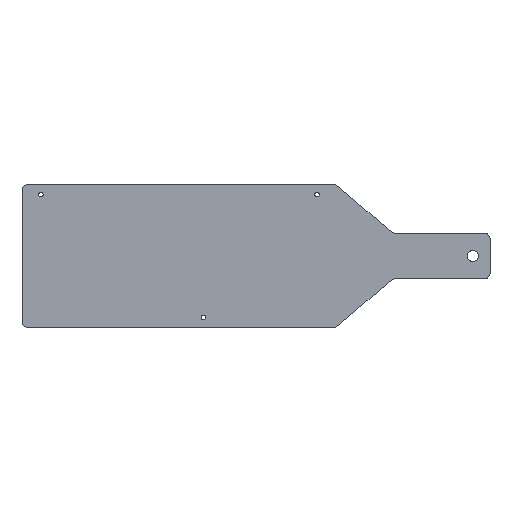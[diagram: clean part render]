
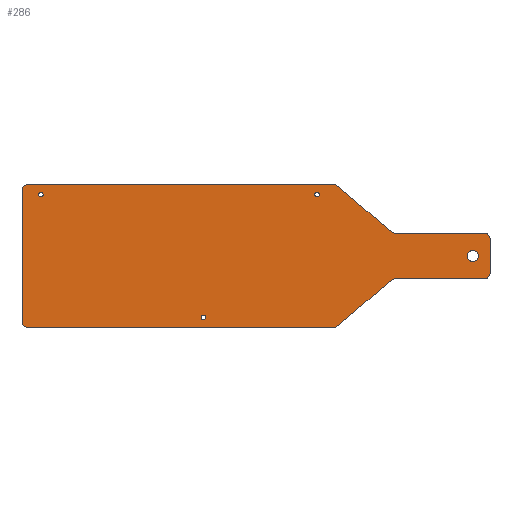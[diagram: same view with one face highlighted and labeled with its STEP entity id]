
A CAD part, top view. The second image highlights one B-rep face of the part: STEP entity #286.
In plain terms, the highlighted planar face has unit normal (0, 0, 1).
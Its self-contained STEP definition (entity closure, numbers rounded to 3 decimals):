
#32 = VERTEX_POINT('',#33);
#33 = CARTESIAN_POINT('',(273.162,125.,1.));
#39 = EDGE_CURVE('',#32,#40,#42,.T.);
#40 = VERTEX_POINT('',#41);
#41 = CARTESIAN_POINT('',(5.,125.,1.));
#42 = LINE('',#43,#44);
#43 = CARTESIAN_POINT('',(275.,125.,1.));
#44 = VECTOR('',#45,1.);
#45 = DIRECTION('',(-1.,0.,0.));
#242 = VERTEX_POINT('',#243);
#243 = CARTESIAN_POINT('',(276.4,123.81,1.));
#249 = EDGE_CURVE('',#32,#242,#250,.T.);
#250 = CIRCLE('',#251,5.);
#251 = AXIS2_PLACEMENT_3D('',#252,#253,#254);
#252 = CARTESIAN_POINT('',(273.162,120.,1.));
#253 = DIRECTION('',(-0.,-0.,-1.));
#254 = DIRECTION('',(0.,-1.,0.));
#267 = VERTEX_POINT('',#268);
#268 = CARTESIAN_POINT('',(0.,120.,1.));
#274 = EDGE_CURVE('',#40,#267,#275,.T.);
#275 = CIRCLE('',#276,5.);
#276 = AXIS2_PLACEMENT_3D('',#277,#278,#279);
#277 = CARTESIAN_POINT('',(5.,120.,1.));
#278 = DIRECTION('',(0.,0.,1.));
#279 = DIRECTION('',(0.,-1.,0.));
#286 = ADVANCED_FACE('',(#287,#400,#411,#422,#433),#444,.T.);
#287 = FACE_BOUND('',#288,.T.);
#288 = EDGE_LOOP('',(#289,#290,#291,#299,#308,#316,#325,#333,#342,#350,
    #359,#367,#376,#384,#393,#399));
#289 = ORIENTED_EDGE('',*,*,#39,.T.);
#290 = ORIENTED_EDGE('',*,*,#274,.T.);
#291 = ORIENTED_EDGE('',*,*,#292,.T.);
#292 = EDGE_CURVE('',#267,#293,#295,.T.);
#293 = VERTEX_POINT('',#294);
#294 = CARTESIAN_POINT('',(0.,5.,1.));
#295 = LINE('',#296,#297);
#296 = CARTESIAN_POINT('',(0.,125.,1.));
#297 = VECTOR('',#298,1.);
#298 = DIRECTION('',(0.,-1.,0.));
#299 = ORIENTED_EDGE('',*,*,#300,.T.);
#300 = EDGE_CURVE('',#293,#301,#303,.T.);
#301 = VERTEX_POINT('',#302);
#302 = CARTESIAN_POINT('',(5.,0.,1.));
#303 = CIRCLE('',#304,5.);
#304 = AXIS2_PLACEMENT_3D('',#305,#306,#307);
#305 = CARTESIAN_POINT('',(5.,5.,1.));
#306 = DIRECTION('',(0.,0.,1.));
#307 = DIRECTION('',(0.,-1.,0.));
#308 = ORIENTED_EDGE('',*,*,#309,.T.);
#309 = EDGE_CURVE('',#301,#310,#312,.T.);
#310 = VERTEX_POINT('',#311);
#311 = CARTESIAN_POINT('',(273.162,0.,1.));
#312 = LINE('',#313,#314);
#313 = CARTESIAN_POINT('',(0.,0.,1.));
#314 = VECTOR('',#315,1.);
#315 = DIRECTION('',(1.,0.,0.));
#316 = ORIENTED_EDGE('',*,*,#317,.T.);
#317 = EDGE_CURVE('',#310,#318,#320,.T.);
#318 = VERTEX_POINT('',#319);
#319 = CARTESIAN_POINT('',(276.4,1.19,1.));
#320 = CIRCLE('',#321,5.);
#321 = AXIS2_PLACEMENT_3D('',#322,#323,#324);
#322 = CARTESIAN_POINT('',(273.162,5.,1.));
#323 = DIRECTION('',(0.,0.,1.));
#324 = DIRECTION('',(0.,-1.,0.));
#325 = ORIENTED_EDGE('',*,*,#326,.T.);
#326 = EDGE_CURVE('',#318,#327,#329,.T.);
#327 = VERTEX_POINT('',#328);
#328 = CARTESIAN_POINT('',(323.6,41.31,1.));
#329 = LINE('',#330,#331);
#330 = CARTESIAN_POINT('',(275.,0.,1.));
#331 = VECTOR('',#332,1.);
#332 = DIRECTION('',(0.762,0.648,0.));
#333 = ORIENTED_EDGE('',*,*,#334,.T.);
#334 = EDGE_CURVE('',#327,#335,#337,.T.);
#335 = VERTEX_POINT('',#336);
#336 = CARTESIAN_POINT('',(326.838,42.5,1.));
#337 = CIRCLE('',#338,5.);
#338 = AXIS2_PLACEMENT_3D('',#339,#340,#341);
#339 = CARTESIAN_POINT('',(326.838,37.5,1.));
#340 = DIRECTION('',(-0.,-0.,-1.));
#341 = DIRECTION('',(0.,-1.,0.));
#342 = ORIENTED_EDGE('',*,*,#343,.F.);
#343 = EDGE_CURVE('',#344,#335,#346,.T.);
#344 = VERTEX_POINT('',#345);
#345 = CARTESIAN_POINT('',(405.,42.5,1.));
#346 = LINE('',#347,#348);
#347 = CARTESIAN_POINT('',(410.,42.5,1.));
#348 = VECTOR('',#349,1.);
#349 = DIRECTION('',(-1.,0.,0.));
#350 = ORIENTED_EDGE('',*,*,#351,.T.);
#351 = EDGE_CURVE('',#344,#352,#354,.T.);
#352 = VERTEX_POINT('',#353);
#353 = CARTESIAN_POINT('',(410.,47.5,1.));
#354 = CIRCLE('',#355,5.);
#355 = AXIS2_PLACEMENT_3D('',#356,#357,#358);
#356 = CARTESIAN_POINT('',(405.,47.5,1.));
#357 = DIRECTION('',(0.,0.,1.));
#358 = DIRECTION('',(0.,-1.,0.));
#359 = ORIENTED_EDGE('',*,*,#360,.F.);
#360 = EDGE_CURVE('',#361,#352,#363,.T.);
#361 = VERTEX_POINT('',#362);
#362 = CARTESIAN_POINT('',(410.,77.5,1.));
#363 = LINE('',#364,#365);
#364 = CARTESIAN_POINT('',(410.,82.5,1.));
#365 = VECTOR('',#366,1.);
#366 = DIRECTION('',(0.,-1.,0.));
#367 = ORIENTED_EDGE('',*,*,#368,.T.);
#368 = EDGE_CURVE('',#361,#369,#371,.T.);
#369 = VERTEX_POINT('',#370);
#370 = CARTESIAN_POINT('',(405.,82.5,1.));
#371 = CIRCLE('',#372,5.);
#372 = AXIS2_PLACEMENT_3D('',#373,#374,#375);
#373 = CARTESIAN_POINT('',(405.,77.5,1.));
#374 = DIRECTION('',(0.,0.,1.));
#375 = DIRECTION('',(0.,-1.,0.));
#376 = ORIENTED_EDGE('',*,*,#377,.F.);
#377 = EDGE_CURVE('',#378,#369,#380,.T.);
#378 = VERTEX_POINT('',#379);
#379 = CARTESIAN_POINT('',(326.838,82.5,1.));
#380 = LINE('',#381,#382);
#381 = CARTESIAN_POINT('',(325.,82.5,1.));
#382 = VECTOR('',#383,1.);
#383 = DIRECTION('',(1.,0.,0.));
#384 = ORIENTED_EDGE('',*,*,#385,.T.);
#385 = EDGE_CURVE('',#378,#386,#388,.T.);
#386 = VERTEX_POINT('',#387);
#387 = CARTESIAN_POINT('',(323.6,83.69,1.));
#388 = CIRCLE('',#389,5.);
#389 = AXIS2_PLACEMENT_3D('',#390,#391,#392);
#390 = CARTESIAN_POINT('',(326.838,87.5,1.));
#391 = DIRECTION('',(-0.,-0.,-1.));
#392 = DIRECTION('',(0.,-1.,0.));
#393 = ORIENTED_EDGE('',*,*,#394,.F.);
#394 = EDGE_CURVE('',#242,#386,#395,.T.);
#395 = LINE('',#396,#397);
#396 = CARTESIAN_POINT('',(275.,125.,1.));
#397 = VECTOR('',#398,1.);
#398 = DIRECTION('',(0.762,-0.648,0.));
#399 = ORIENTED_EDGE('',*,*,#249,.F.);
#400 = FACE_BOUND('',#401,.F.);
#401 = EDGE_LOOP('',(#402));
#402 = ORIENTED_EDGE('',*,*,#403,.T.);
#403 = EDGE_CURVE('',#404,#404,#406,.T.);
#404 = VERTEX_POINT('',#405);
#405 = CARTESIAN_POINT('',(400.,62.5,1.));
#406 = CIRCLE('',#407,5.);
#407 = AXIS2_PLACEMENT_3D('',#408,#409,#410);
#408 = CARTESIAN_POINT('',(395.,62.5,1.));
#409 = DIRECTION('',(0.,0.,1.));
#410 = DIRECTION('',(1.,0.,0.));
#411 = FACE_BOUND('',#412,.F.);
#412 = EDGE_LOOP('',(#413));
#413 = ORIENTED_EDGE('',*,*,#414,.T.);
#414 = EDGE_CURVE('',#415,#415,#417,.T.);
#415 = VERTEX_POINT('',#416);
#416 = CARTESIAN_POINT('',(18.5,116.25,1.));
#417 = CIRCLE('',#418,2.);
#418 = AXIS2_PLACEMENT_3D('',#419,#420,#421);
#419 = CARTESIAN_POINT('',(16.5,116.25,1.));
#420 = DIRECTION('',(0.,0.,1.));
#421 = DIRECTION('',(1.,0.,0.));
#422 = FACE_BOUND('',#423,.F.);
#423 = EDGE_LOOP('',(#424));
#424 = ORIENTED_EDGE('',*,*,#425,.T.);
#425 = EDGE_CURVE('',#426,#426,#428,.T.);
#426 = VERTEX_POINT('',#427);
#427 = CARTESIAN_POINT('',(160.9,8.75,1.));
#428 = CIRCLE('',#429,2.);
#429 = AXIS2_PLACEMENT_3D('',#430,#431,#432);
#430 = CARTESIAN_POINT('',(158.9,8.75,1.));
#431 = DIRECTION('',(0.,0.,1.));
#432 = DIRECTION('',(1.,0.,0.));
#433 = FACE_BOUND('',#434,.F.);
#434 = EDGE_LOOP('',(#435));
#435 = ORIENTED_EDGE('',*,*,#436,.T.);
#436 = EDGE_CURVE('',#437,#437,#439,.T.);
#437 = VERTEX_POINT('',#438);
#438 = CARTESIAN_POINT('',(260.5,116.25,1.));
#439 = CIRCLE('',#440,2.);
#440 = AXIS2_PLACEMENT_3D('',#441,#442,#443);
#441 = CARTESIAN_POINT('',(258.5,116.25,1.));
#442 = DIRECTION('',(0.,0.,1.));
#443 = DIRECTION('',(1.,0.,0.));
#444 = PLANE('',#445);
#445 = AXIS2_PLACEMENT_3D('',#446,#447,#448);
#446 = CARTESIAN_POINT('',(194.377,63.02,1.));
#447 = DIRECTION('',(0.,0.,1.));
#448 = DIRECTION('',(1.,0.,0.));
